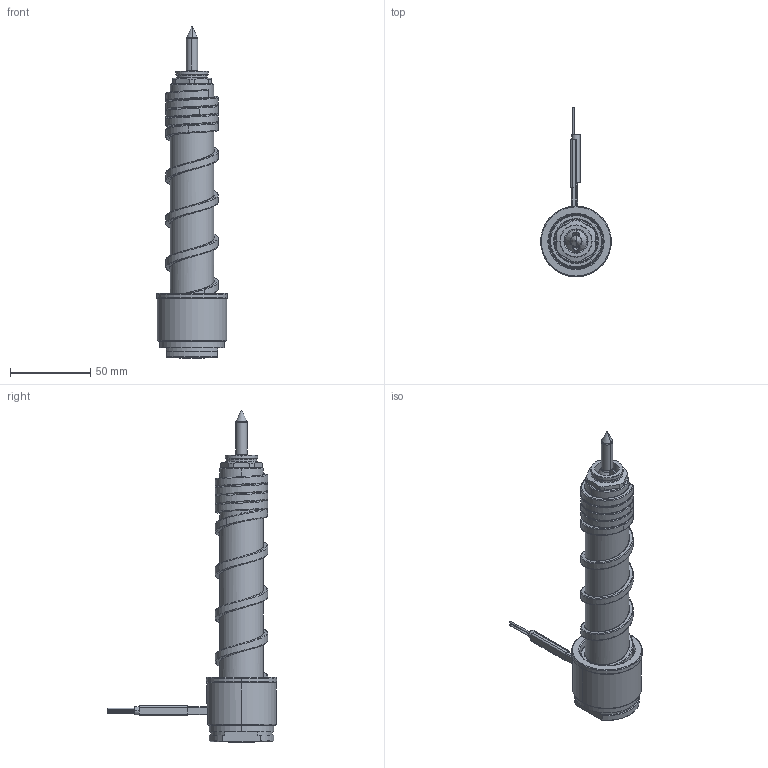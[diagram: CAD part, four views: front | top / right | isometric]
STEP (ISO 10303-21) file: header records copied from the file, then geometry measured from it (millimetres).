
FILE_DESCRIPTION((''),'2;1');
FILE_NAME('EL-186-BKV-N','2014-03-03T',('Íàòàëüÿ'),('IMID'),'PRO/ENGINEER BY PARAMETRIC TECHNOLOGY CORPORATION, 2010180','PRO/ENGINEER BY PARAMETRIC TECHNOLOGY CORPORATION, 2010180','');
FILE_SCHEMA(('CONFIG_CONTROL_DESIGN'));
Length unit declared in the file: millimetre
Products named in the file (1): EL-186-BKV-N
Bounding box: 44 x 105.5 x 206.3 mm (x, y, z)
Volume: 127304.4 mm3; surface area: 46822 mm2
Topology: 1 solids, 9 shells, 341 faces, 859 edges, 510 vertices
Faces by surface type: cylinder 112, bspline 64, cone 62, plane 54, torus 32, revolution 9, extrusion 8
Entity records: 21942 total; most frequent: CARTESIAN_POINT 14204, ORIENTED_EDGE 1674, DIRECTION 1485, EDGE_CURVE 849, AXIS2_PLACEMENT_3D 588, VERTEX_POINT 510, EDGE_LOOP 365, FACE_OUTER_BOUND 341
